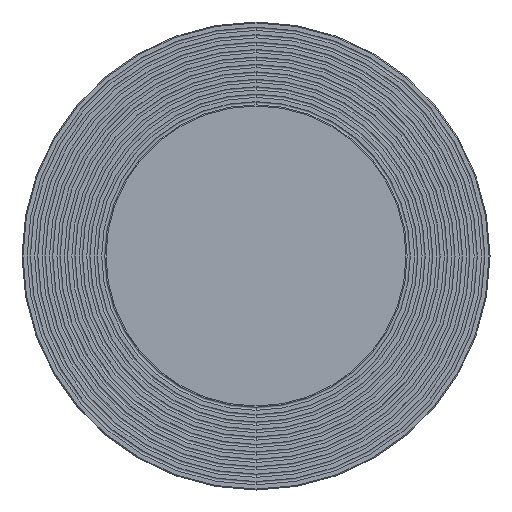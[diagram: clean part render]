
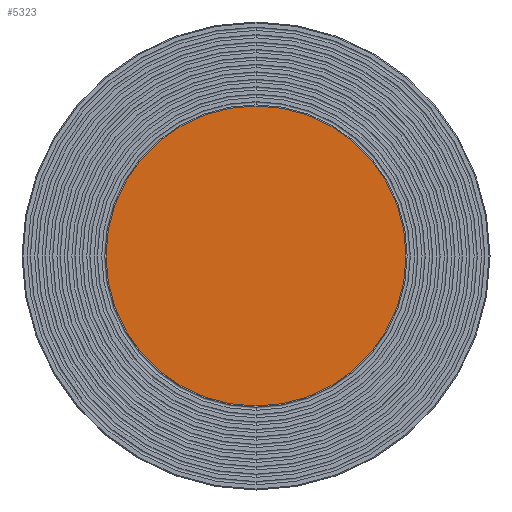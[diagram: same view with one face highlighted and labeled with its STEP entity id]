
A CAD part, front view. The second image highlights one B-rep face of the part: STEP entity #5323.
In plain terms, the highlighted planar face has unit normal (0, -1, 0).
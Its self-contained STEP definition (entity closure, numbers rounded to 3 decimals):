
#504 = VERTEX_POINT ( 'NONE', #3652 ) ;
#718 = EDGE_CURVE ( 'NONE', #504, #2295, #4621, .T. ) ;
#790 = DIRECTION ( 'NONE',  ( 0., -1., 0. ) ) ;
#1044 = CARTESIAN_POINT ( 'NONE',  ( 0., 15., -70.5 ) ) ;
#1289 = ORIENTED_EDGE ( 'NONE', *, *, #718, .T. ) ;
#2295 = VERTEX_POINT ( 'NONE', #1044 ) ;
#2775 = PLANE ( 'NONE',  #6287 ) ;
#3462 = CARTESIAN_POINT ( 'NONE',  ( 0., 15., 0. ) ) ;
#3556 = CARTESIAN_POINT ( 'NONE',  ( 0., 15., 0. ) ) ;
#3652 = CARTESIAN_POINT ( 'NONE',  ( 0., 15., 70.5 ) ) ;
#3847 = AXIS2_PLACEMENT_3D ( 'NONE', #7257, #790, #6465 ) ;
#4103 = DIRECTION ( 'NONE',  ( 1., 0., 0. ) ) ;
#4599 = ORIENTED_EDGE ( 'NONE', *, *, #8910, .T. ) ;
#4621 = CIRCLE ( 'NONE', #7784, 70.5 ) ;
#4839 = DIRECTION ( 'NONE',  ( 0., 1., 0. ) ) ;
#5323 = ADVANCED_FACE ( 'NONE', ( #7878 ), #2775, .F. ) ;
#5577 = DIRECTION ( 'NONE',  ( 0., 0., -1. ) ) ;
#6287 = AXIS2_PLACEMENT_3D ( 'NONE', #3556, #4839, #4103 ) ;
#6465 = DIRECTION ( 'NONE',  ( 0., 0., -1. ) ) ;
#7257 = CARTESIAN_POINT ( 'NONE',  ( 0., 15., 0. ) ) ;
#7538 = EDGE_LOOP ( 'NONE', ( #4599, #1289 ) ) ;
#7651 = DIRECTION ( 'NONE',  ( 0., -1., 0. ) ) ;
#7784 = AXIS2_PLACEMENT_3D ( 'NONE', #3462, #7651, #5577 ) ;
#7878 = FACE_OUTER_BOUND ( 'NONE', #7538, .T. ) ;
#7896 = CIRCLE ( 'NONE', #3847, 70.5 ) ;
#8910 = EDGE_CURVE ( 'NONE', #2295, #504, #7896, .T. ) ;
